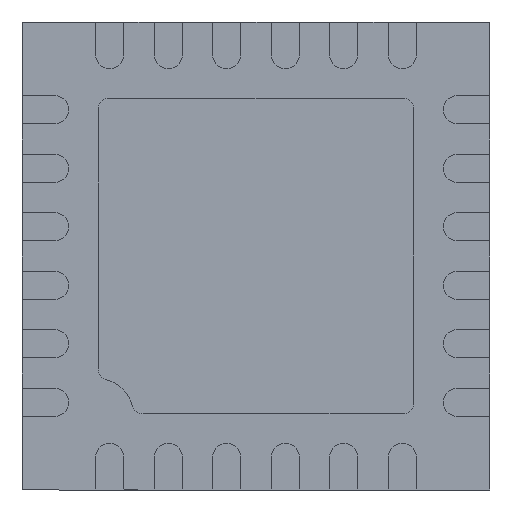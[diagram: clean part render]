
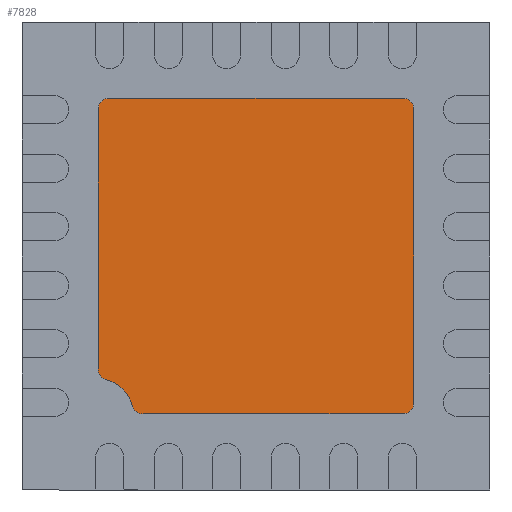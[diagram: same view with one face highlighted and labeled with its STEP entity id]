
A CAD part, front view. The second image highlights one B-rep face of the part: STEP entity #7828.
In plain terms, the highlighted planar face has unit normal (0, -1, 0).
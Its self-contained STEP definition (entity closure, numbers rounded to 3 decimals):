
#108 = CARTESIAN_POINT ( 'NONE',  ( -1.35, 0., -1.35 ) ) ;
#264 = CIRCLE ( 'NONE', #8214, 0.1 ) ;
#337 = CIRCLE ( 'NONE', #6523, 0.1 ) ;
#340 = CARTESIAN_POINT ( 'NONE',  ( 1.25, 0., -1.35 ) ) ;
#375 = ORIENTED_EDGE ( 'NONE', *, *, #7518, .T. ) ;
#387 = CARTESIAN_POINT ( 'NONE',  ( 0., 0., 0. ) ) ;
#653 = DIRECTION ( 'NONE',  ( 0., 0., -1. ) ) ;
#888 = CARTESIAN_POINT ( 'NONE',  ( 1.25, 0., 1.35 ) ) ;
#1171 = CARTESIAN_POINT ( 'NONE',  ( -1.25, 0., 1.25 ) ) ;
#1172 = VERTEX_POINT ( 'NONE', #340 ) ;
#1203 = ORIENTED_EDGE ( 'NONE', *, *, #4342, .T. ) ;
#1207 = CIRCLE ( 'NONE', #3034, 0.3 ) ;
#1284 = VECTOR ( 'NONE', #5886, 1000. ) ;
#1469 = VERTEX_POINT ( 'NONE', #5345 ) ;
#1658 = CARTESIAN_POINT ( 'NONE',  ( -1.35, 0., -0.963 ) ) ;
#1696 = DIRECTION ( 'NONE',  ( 0., 0., -1. ) ) ;
#1804 = ORIENTED_EDGE ( 'NONE', *, *, #7749, .T. ) ;
#1882 = DIRECTION ( 'NONE',  ( 0., 0., -1. ) ) ;
#2075 = CIRCLE ( 'NONE', #8293, 0.1 ) ;
#2184 = CARTESIAN_POINT ( 'NONE',  ( 1.35, 0., 1.25 ) ) ;
#2545 = VERTEX_POINT ( 'NONE', #5463 ) ;
#2574 = AXIS2_PLACEMENT_3D ( 'NONE', #3484, #4178, #7814 ) ;
#2589 = CARTESIAN_POINT ( 'NONE',  ( -1.06, 0., -1.275 ) ) ;
#2696 = VERTEX_POINT ( 'NONE', #3967 ) ;
#2769 = DIRECTION ( 'NONE',  ( 0., -1., 0. ) ) ;
#2987 = ORIENTED_EDGE ( 'NONE', *, *, #8526, .T. ) ;
#3014 = VECTOR ( 'NONE', #7993, 1000. ) ;
#3034 = AXIS2_PLACEMENT_3D ( 'NONE', #108, #4142, #8437 ) ;
#3078 = AXIS2_PLACEMENT_3D ( 'NONE', #387, #6919, #4186 ) ;
#3164 = FACE_OUTER_BOUND ( 'NONE', #8653, .T. ) ;
#3275 = CARTESIAN_POINT ( 'NONE',  ( -1.25, 0., -0.963 ) ) ;
#3412 = CARTESIAN_POINT ( 'NONE',  ( -1.275, 0., -1.06 ) ) ;
#3484 = CARTESIAN_POINT ( 'NONE',  ( -0.963, 0., -1.25 ) ) ;
#3568 = DIRECTION ( 'NONE',  ( 0., -1., 0. ) ) ;
#3661 = LINE ( 'NONE', #7409, #6551 ) ;
#3906 = CARTESIAN_POINT ( 'NONE',  ( -1.35, 0., -1.35 ) ) ;
#3967 = CARTESIAN_POINT ( 'NONE',  ( -1.25, 0., 1.35 ) ) ;
#4142 = DIRECTION ( 'NONE',  ( 0., -1., 0. ) ) ;
#4178 = DIRECTION ( 'NONE',  ( 0., -1., 0. ) ) ;
#4186 = DIRECTION ( 'NONE',  ( 0., 0., -1. ) ) ;
#4304 = LINE ( 'NONE', #5237, #1284 ) ;
#4308 = EDGE_CURVE ( 'NONE', #6999, #2545, #8078, .T. ) ;
#4342 = EDGE_CURVE ( 'NONE', #5918, #6979, #5197, .T. ) ;
#4401 = EDGE_CURVE ( 'NONE', #1172, #1469, #2075, .T. ) ;
#4635 = VERTEX_POINT ( 'NONE', #888 ) ;
#4648 = VERTEX_POINT ( 'NONE', #2184 ) ;
#4654 = DIRECTION ( 'NONE',  ( 0., 0., -1. ) ) ;
#4684 = EDGE_CURVE ( 'NONE', #6369, #5918, #5207, .T. ) ;
#4911 = DIRECTION ( 'NONE',  ( -1., 0., 0. ) ) ;
#4928 = ORIENTED_EDGE ( 'NONE', *, *, #5852, .T. ) ;
#4952 = ORIENTED_EDGE ( 'NONE', *, *, #4401, .T. ) ;
#5096 = VECTOR ( 'NONE', #4654, 1000. ) ;
#5197 = CIRCLE ( 'NONE', #8574, 0.1 ) ;
#5207 = LINE ( 'NONE', #3906, #5096 ) ;
#5237 = CARTESIAN_POINT ( 'NONE',  ( 1.35, 0., -1.35 ) ) ;
#5345 = CARTESIAN_POINT ( 'NONE',  ( 1.35, 0., -1.25 ) ) ;
#5463 = CARTESIAN_POINT ( 'NONE',  ( -0.963, 0., -1.35 ) ) ;
#5492 = EDGE_CURVE ( 'NONE', #4648, #4635, #264, .T. ) ;
#5587 = PLANE ( 'NONE',  #3078 ) ;
#5852 = EDGE_CURVE ( 'NONE', #4635, #2696, #3661, .T. ) ;
#5886 = DIRECTION ( 'NONE',  ( 1., 0., 0. ) ) ;
#5899 = LINE ( 'NONE', #7338, #3014 ) ;
#5918 = VERTEX_POINT ( 'NONE', #1658 ) ;
#5977 = EDGE_CURVE ( 'NONE', #6999, #6979, #1207, .T. ) ;
#6369 = VERTEX_POINT ( 'NONE', #7751 ) ;
#6523 = AXIS2_PLACEMENT_3D ( 'NONE', #1171, #7488, #1882 ) ;
#6551 = VECTOR ( 'NONE', #4911, 1000. ) ;
#6786 = ORIENTED_EDGE ( 'NONE', *, *, #5492, .T. ) ;
#6919 = DIRECTION ( 'NONE',  ( 0., -1., 0. ) ) ;
#6979 = VERTEX_POINT ( 'NONE', #3412 ) ;
#6998 = ORIENTED_EDGE ( 'NONE', *, *, #4684, .T. ) ;
#6999 = VERTEX_POINT ( 'NONE', #2589 ) ;
#7299 = ORIENTED_EDGE ( 'NONE', *, *, #5977, .F. ) ;
#7338 = CARTESIAN_POINT ( 'NONE',  ( 1.35, 0., -1.35 ) ) ;
#7377 = DIRECTION ( 'NONE',  ( 0., -1., 0. ) ) ;
#7409 = CARTESIAN_POINT ( 'NONE',  ( 1.35, 0., 1.35 ) ) ;
#7488 = DIRECTION ( 'NONE',  ( 0., -1., 0. ) ) ;
#7518 = EDGE_CURVE ( 'NONE', #1469, #4648, #5899, .T. ) ;
#7595 = ORIENTED_EDGE ( 'NONE', *, *, #4308, .T. ) ;
#7676 = CARTESIAN_POINT ( 'NONE',  ( 1.25, 0., -1.25 ) ) ;
#7749 = EDGE_CURVE ( 'NONE', #2696, #6369, #337, .T. ) ;
#7751 = CARTESIAN_POINT ( 'NONE',  ( -1.35, 0., 1.25 ) ) ;
#7814 = DIRECTION ( 'NONE',  ( 0., 0., -1. ) ) ;
#7828 = ADVANCED_FACE ( 'NONE', ( #3164 ), #5587, .T. ) ;
#7993 = DIRECTION ( 'NONE',  ( 0., 0., 1. ) ) ;
#8078 = CIRCLE ( 'NONE', #2574, 0.1 ) ;
#8214 = AXIS2_PLACEMENT_3D ( 'NONE', #8273, #3568, #1696 ) ;
#8273 = CARTESIAN_POINT ( 'NONE',  ( 1.25, 0., 1.25 ) ) ;
#8293 = AXIS2_PLACEMENT_3D ( 'NONE', #7676, #2769, #8319 ) ;
#8319 = DIRECTION ( 'NONE',  ( 0., 0., -1. ) ) ;
#8437 = DIRECTION ( 'NONE',  ( 0., 0., -1. ) ) ;
#8526 = EDGE_CURVE ( 'NONE', #2545, #1172, #4304, .T. ) ;
#8574 = AXIS2_PLACEMENT_3D ( 'NONE', #3275, #7377, #653 ) ;
#8653 = EDGE_LOOP ( 'NONE', ( #4928, #1804, #6998, #1203, #7299, #7595, #2987, #4952, #375, #6786 ) ) ;
